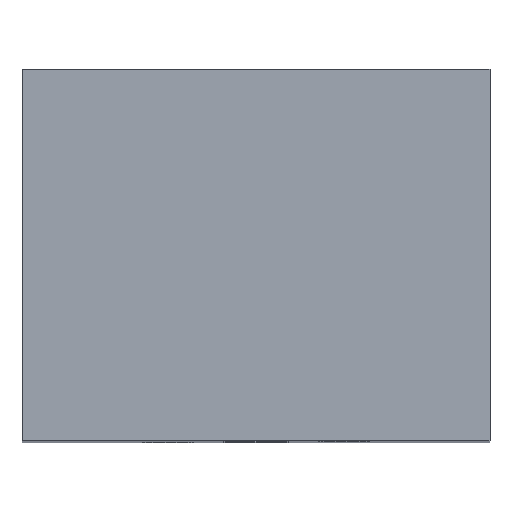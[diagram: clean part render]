
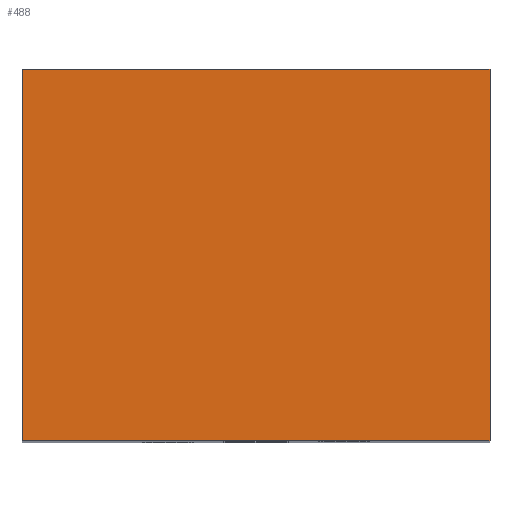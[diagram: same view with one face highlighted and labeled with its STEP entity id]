
A CAD part, top view. The second image highlights one B-rep face of the part: STEP entity #488.
In plain terms, the highlighted planar face has unit normal (0, 0, 1).
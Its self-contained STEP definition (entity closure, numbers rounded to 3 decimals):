
#9 = DIRECTION ( 'NONE',  ( 0., -1., 0. ) ) ;
#16 = LINE ( 'NONE', #327, #930 ) ;
#84 = VERTEX_POINT ( 'NONE', #194 ) ;
#113 = DIRECTION ( 'NONE',  ( 1., 0., 0. ) ) ;
#176 = CARTESIAN_POINT ( 'NONE',  ( 32., 50.8, 62.5 ) ) ;
#178 = DIRECTION ( 'NONE',  ( 1., 0., 0. ) ) ;
#194 = CARTESIAN_POINT ( 'NONE',  ( 32., 50.8, 62.5 ) ) ;
#253 = VERTEX_POINT ( 'NONE', #667 ) ;
#274 = CARTESIAN_POINT ( 'NONE',  ( -32., 50.8, 62.5 ) ) ;
#327 = CARTESIAN_POINT ( 'NONE',  ( -32., 0., 62.5 ) ) ;
#347 = CARTESIAN_POINT ( 'NONE',  ( -32., 50.8, 62.5 ) ) ;
#364 = VECTOR ( 'NONE', #113, 1000. ) ;
#382 = LINE ( 'NONE', #176, #836 ) ;
#388 = CARTESIAN_POINT ( 'NONE',  ( -32., 50.8, 62.5 ) ) ;
#396 = ORIENTED_EDGE ( 'NONE', *, *, #514, .T. ) ;
#417 = VERTEX_POINT ( 'NONE', #533 ) ;
#458 = EDGE_CURVE ( 'NONE', #253, #417, #16, .T. ) ;
#488 = ADVANCED_FACE ( 'NONE', ( #494 ), #629, .F. ) ;
#494 = FACE_OUTER_BOUND ( 'NONE', #534, .T. ) ;
#514 = EDGE_CURVE ( 'NONE', #830, #253, #560, .T. ) ;
#521 = VECTOR ( 'NONE', #776, 1000. ) ;
#533 = CARTESIAN_POINT ( 'NONE',  ( 32., 0., 62.5 ) ) ;
#534 = EDGE_LOOP ( 'NONE', ( #734, #826, #557, #396 ) ) ;
#557 = ORIENTED_EDGE ( 'NONE', *, *, #630, .F. ) ;
#560 = LINE ( 'NONE', #347, #521 ) ;
#629 = PLANE ( 'NONE',  #886 ) ;
#630 = EDGE_CURVE ( 'NONE', #830, #84, #782, .T. ) ;
#667 = CARTESIAN_POINT ( 'NONE',  ( -32., 0., 62.5 ) ) ;
#719 = DIRECTION ( 'NONE',  ( 0., 0., -1. ) ) ;
#734 = ORIENTED_EDGE ( 'NONE', *, *, #458, .T. ) ;
#776 = DIRECTION ( 'NONE',  ( 0., -1., 0. ) ) ;
#782 = LINE ( 'NONE', #851, #364 ) ;
#826 = ORIENTED_EDGE ( 'NONE', *, *, #857, .F. ) ;
#830 = VERTEX_POINT ( 'NONE', #388 ) ;
#836 = VECTOR ( 'NONE', #9, 1000. ) ;
#851 = CARTESIAN_POINT ( 'NONE',  ( -32., 50.8, 62.5 ) ) ;
#857 = EDGE_CURVE ( 'NONE', #84, #417, #382, .T. ) ;
#886 = AXIS2_PLACEMENT_3D ( 'NONE', #274, #719, #924 ) ;
#924 = DIRECTION ( 'NONE',  ( -1., 0., 0. ) ) ;
#930 = VECTOR ( 'NONE', #178, 1000. ) ;
